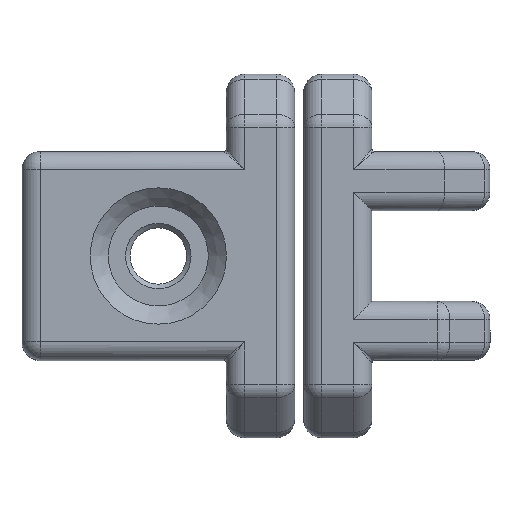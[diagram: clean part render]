
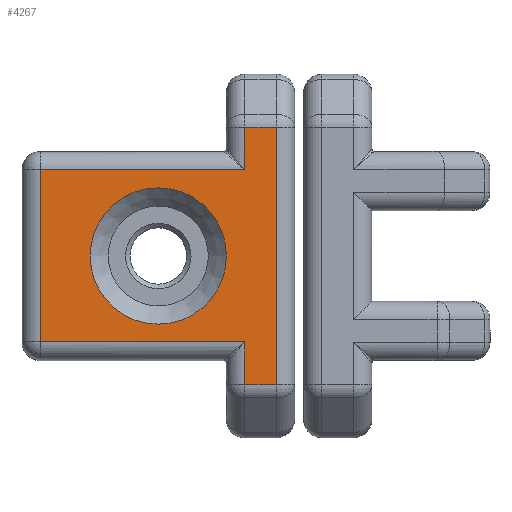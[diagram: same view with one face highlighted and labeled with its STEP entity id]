
A CAD part, front view. The second image highlights one B-rep face of the part: STEP entity #4267.
In plain terms, the highlighted face is planar.
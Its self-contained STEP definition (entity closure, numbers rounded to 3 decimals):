
#254=FACE_BOUND('',#835,.T.);
#320=PLANE('',#4673);
#541=FACE_OUTER_BOUND('',#834,.T.);
#834=EDGE_LOOP('',(#3600,#3601,#3602,#3603,#3604,#3605,#3606,#3607));
#835=EDGE_LOOP('',(#3608));
#1182=LINE('',#7358,#1561);
#1183=LINE('',#7360,#1562);
#1184=LINE('',#7362,#1563);
#1185=LINE('',#7364,#1564);
#1186=LINE('',#7366,#1565);
#1187=LINE('',#7368,#1566);
#1188=LINE('',#7370,#1567);
#1189=LINE('',#7371,#1568);
#1561=VECTOR('',#5651,10.);
#1562=VECTOR('',#5652,10.);
#1563=VECTOR('',#5653,10.);
#1564=VECTOR('',#5654,10.);
#1565=VECTOR('',#5655,10.);
#1566=VECTOR('',#5656,10.);
#1567=VECTOR('',#5657,10.);
#1568=VECTOR('',#5658,10.);
#1809=CIRCLE('',#4672,7.5);
#2095=VERTEX_POINT('',#7352);
#2096=VERTEX_POINT('',#7356);
#2097=VERTEX_POINT('',#7357);
#2098=VERTEX_POINT('',#7359);
#2099=VERTEX_POINT('',#7361);
#2100=VERTEX_POINT('',#7363);
#2101=VERTEX_POINT('',#7365);
#2102=VERTEX_POINT('',#7367);
#2103=VERTEX_POINT('',#7369);
#2604=EDGE_CURVE('',#2095,#2095,#1809,.T.);
#2605=EDGE_CURVE('',#2096,#2097,#1182,.T.);
#2606=EDGE_CURVE('',#2098,#2096,#1183,.T.);
#2607=EDGE_CURVE('',#2099,#2098,#1184,.T.);
#2608=EDGE_CURVE('',#2100,#2099,#1185,.T.);
#2609=EDGE_CURVE('',#2101,#2100,#1186,.T.);
#2610=EDGE_CURVE('',#2102,#2101,#1187,.T.);
#2611=EDGE_CURVE('',#2103,#2102,#1188,.T.);
#2612=EDGE_CURVE('',#2097,#2103,#1189,.T.);
#3600=ORIENTED_EDGE('',*,*,#2605,.F.);
#3601=ORIENTED_EDGE('',*,*,#2606,.F.);
#3602=ORIENTED_EDGE('',*,*,#2607,.F.);
#3603=ORIENTED_EDGE('',*,*,#2608,.F.);
#3604=ORIENTED_EDGE('',*,*,#2609,.F.);
#3605=ORIENTED_EDGE('',*,*,#2610,.F.);
#3606=ORIENTED_EDGE('',*,*,#2611,.F.);
#3607=ORIENTED_EDGE('',*,*,#2612,.F.);
#3608=ORIENTED_EDGE('',*,*,#2604,.F.);
#4267=ADVANCED_FACE('',(#541,#254),#320,.T.);
#4672=AXIS2_PLACEMENT_3D('',#7354,#5647,#5648);
#4673=AXIS2_PLACEMENT_3D('',#7355,#5649,#5650);
#5647=DIRECTION('center_axis',(0.,1.,0.));
#5648=DIRECTION('ref_axis',(0.,0.,
-1.));
#5649=DIRECTION('center_axis',(0.,1.,0.));
#5650=DIRECTION('ref_axis',(0.,0.,
1.));
#5651=DIRECTION('',(-1.,0.,0.));
#5652=DIRECTION('',(0.,0.,1.));
#5653=DIRECTION('',(1.,0.,0.));
#5654=DIRECTION('',(0.,0.,-1.));
#5655=DIRECTION('',(-1.,0.,0.));
#5656=DIRECTION('',(0.,0.,-1.));
#5657=DIRECTION('',(-1.,0.,0.));
#5658=DIRECTION('',(0.,0.,1.));
#7352=CARTESIAN_POINT('',(0.,11.,40.064));
#7354=CARTESIAN_POINT('Origin',(0.,11.,32.564));
#7355=CARTESIAN_POINT('Origin',(0.,11.,20.064));
#7356=CARTESIAN_POINT('',(14.172,11.,23.064));
#7357=CARTESIAN_POINT('',(9.443,11.,23.064));
#7358=CARTESIAN_POINT('',(-9.5,11.,23.064));
#7359=CARTESIAN_POINT('',(14.172,11.,19.564));
#7360=CARTESIAN_POINT('',(14.172,11.,20.689));
#7361=CARTESIAN_POINT('',(-14.172,11.,19.564));
#7362=CARTESIAN_POINT('',(9.5,11.,19.564));
#7363=CARTESIAN_POINT('',(-14.172,11.,23.064));
#7364=CARTESIAN_POINT('',(-14.172,11.,19.439));
#7365=CARTESIAN_POINT('',(-9.5,11.,23.064));
#7366=CARTESIAN_POINT('',(-9.5,11.,23.064));
#7367=CARTESIAN_POINT('',(-9.5,11.,45.564));
#7368=CARTESIAN_POINT('',(-9.5,11.,33.814));
#7369=CARTESIAN_POINT('',(9.443,11.,45.564));
#7370=CARTESIAN_POINT('',(0.,11.,45.564));
#7371=CARTESIAN_POINT('',(9.443,11.,33.814));
